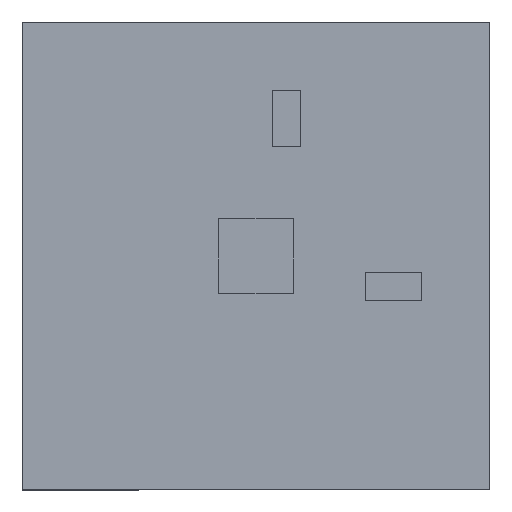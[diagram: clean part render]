
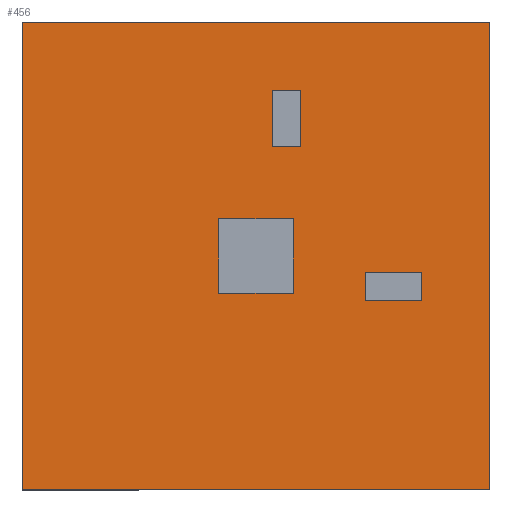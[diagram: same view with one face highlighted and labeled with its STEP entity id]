
A CAD part, top view. The second image highlights one B-rep face of the part: STEP entity #456.
In plain terms, the highlighted planar face has unit normal (0, 0, 1).
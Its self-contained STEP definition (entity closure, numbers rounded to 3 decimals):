
#4 = DIRECTION ( 'NONE',  ( -1., 0., 0. ) ) ;
#6 = LINE ( 'NONE', #413, #465 ) ;
#11 = VERTEX_POINT ( 'NONE', #201 ) ;
#14 = LINE ( 'NONE', #21, #533 ) ;
#16 = VERTEX_POINT ( 'NONE', #653 ) ;
#17 = DIRECTION ( 'NONE',  ( -1., 0., 0. ) ) ;
#21 = CARTESIAN_POINT ( 'NONE',  ( 147.048, -195.904, 20. ) ) ;
#25 = VERTEX_POINT ( 'NONE', #138 ) ;
#27 = CARTESIAN_POINT ( 'NONE',  ( 80.548, -79.904, 20. ) ) ;
#34 = LINE ( 'NONE', #198, #560 ) ;
#35 = CARTESIAN_POINT ( 'NONE',  ( 147.048, -195.904, 20. ) ) ;
#41 = ORIENTED_EDGE ( 'NONE', *, *, #599, .T. ) ;
#42 = CARTESIAN_POINT ( 'NONE',  ( 46.048, -12.404, 20. ) ) ;
#47 = CARTESIAN_POINT ( 'NONE',  ( 80.548, -94.904, 20. ) ) ;
#50 = VECTOR ( 'NONE', #420, 1000. ) ;
#52 = CARTESIAN_POINT ( 'NONE',  ( 2.048, -50.904, 20. ) ) ;
#56 = LINE ( 'NONE', #356, #122 ) ;
#62 = VERTEX_POINT ( 'NONE', #42 ) ;
#72 = CARTESIAN_POINT ( 'NONE',  ( 147.048, 54.096, 20. ) ) ;
#77 = LINE ( 'NONE', #275, #541 ) ;
#89 = DIRECTION ( 'NONE',  ( 0., 0., 1. ) ) ;
#93 = EDGE_CURVE ( 'NONE', #379, #62, #34, .T. ) ;
#104 = VECTOR ( 'NONE', #4, 1000. ) ;
#105 = CARTESIAN_POINT ( 'NONE',  ( 110.548, -79.904, 20. ) ) ;
#106 = DIRECTION ( 'NONE',  ( 0., -1., 0. ) ) ;
#107 = LINE ( 'NONE', #574, #388 ) ;
#116 = CARTESIAN_POINT ( 'NONE',  ( 80.548, -79.904, 20. ) ) ;
#122 = VECTOR ( 'NONE', #106, 1000. ) ;
#138 = CARTESIAN_POINT ( 'NONE',  ( 46.048, 17.596, 20. ) ) ;
#139 = ORIENTED_EDGE ( 'NONE', *, *, #287, .T. ) ;
#143 = VERTEX_POINT ( 'NONE', #348 ) ;
#152 = LINE ( 'NONE', #47, #577 ) ;
#155 = AXIS2_PLACEMENT_3D ( 'NONE', #346, #89, #296 ) ;
#170 = CARTESIAN_POINT ( 'NONE',  ( 2.048, -90.904, 20. ) ) ;
#172 = LINE ( 'NONE', #266, #407 ) ;
#174 = VECTOR ( 'NONE', #369, 1000. ) ;
#182 = EDGE_CURVE ( 'NONE', #62, #25, #107, .T. ) ;
#198 = CARTESIAN_POINT ( 'NONE',  ( 31.048, -12.404, 20. ) ) ;
#200 = VERTEX_POINT ( 'NONE', #466 ) ;
#201 = CARTESIAN_POINT ( 'NONE',  ( 80.548, -94.904, 20. ) ) ;
#202 = FACE_BOUND ( 'NONE', #588, .T. ) ;
#207 = FACE_BOUND ( 'NONE', #363, .T. ) ;
#215 = EDGE_CURVE ( 'NONE', #25, #16, #527, .T. ) ;
#217 = VERTEX_POINT ( 'NONE', #313 ) ;
#221 = ORIENTED_EDGE ( 'NONE', *, *, #511, .T. ) ;
#223 = DIRECTION ( 'NONE',  ( 1., 0., 0. ) ) ;
#228 = CARTESIAN_POINT ( 'NONE',  ( 31.048, -12.404, 20. ) ) ;
#230 = CARTESIAN_POINT ( 'NONE',  ( 2.048, -50.904, 20. ) ) ;
#232 = VERTEX_POINT ( 'NONE', #309 ) ;
#236 = DIRECTION ( 'NONE',  ( 1., 0., 0. ) ) ;
#242 = DIRECTION ( 'NONE',  ( 1., 0., 0. ) ) ;
#248 = ORIENTED_EDGE ( 'NONE', *, *, #522, .F. ) ;
#253 = FACE_BOUND ( 'NONE', #489, .T. ) ;
#254 = EDGE_CURVE ( 'NONE', #16, #379, #56, .T. ) ;
#258 = DIRECTION ( 'NONE',  ( 0., -1., 0. ) ) ;
#264 = VECTOR ( 'NONE', #488, 1000. ) ;
#266 = CARTESIAN_POINT ( 'NONE',  ( 42.048, -50.904, 20. ) ) ;
#268 = VERTEX_POINT ( 'NONE', #105 ) ;
#275 = CARTESIAN_POINT ( 'NONE',  ( 80.548, -94.904, 20. ) ) ;
#277 = LINE ( 'NONE', #230, #390 ) ;
#283 = EDGE_CURVE ( 'NONE', #232, #573, #517, .T. ) ;
#287 = EDGE_CURVE ( 'NONE', #217, #425, #6, .T. ) ;
#289 = ORIENTED_EDGE ( 'NONE', *, *, #463, .F. ) ;
#294 = VECTOR ( 'NONE', #258, 1000. ) ;
#296 = DIRECTION ( 'NONE',  ( 1., 0., 0. ) ) ;
#303 = ORIENTED_EDGE ( 'NONE', *, *, #437, .F. ) ;
#304 = ORIENTED_EDGE ( 'NONE', *, *, #389, .F. ) ;
#309 = CARTESIAN_POINT ( 'NONE',  ( 2.048, -50.904, 20. ) ) ;
#313 = CARTESIAN_POINT ( 'NONE',  ( -102.952, 54.096, 20. ) ) ;
#316 = ORIENTED_EDGE ( 'NONE', *, *, #254, .F. ) ;
#319 = VERTEX_POINT ( 'NONE', #27 ) ;
#322 = DIRECTION ( 'NONE',  ( 0., 1., 0. ) ) ;
#326 = CARTESIAN_POINT ( 'NONE',  ( 110.548, -94.904, 20. ) ) ;
#330 = CARTESIAN_POINT ( 'NONE',  ( -102.952, -195.904, 20. ) ) ;
#334 = ORIENTED_EDGE ( 'NONE', *, *, #283, .F. ) ;
#336 = EDGE_CURVE ( 'NONE', #200, #623, #172, .T. ) ;
#339 = EDGE_CURVE ( 'NONE', #573, #200, #584, .T. ) ;
#340 = ORIENTED_EDGE ( 'NONE', *, *, #339, .F. ) ;
#346 = CARTESIAN_POINT ( 'NONE',  ( 0., 0., 20. ) ) ;
#348 = CARTESIAN_POINT ( 'NONE',  ( 147.048, 54.096, 20. ) ) ;
#356 = CARTESIAN_POINT ( 'NONE',  ( 31.048, 17.596, 20. ) ) ;
#360 = DIRECTION ( 'NONE',  ( 0., -1., 0. ) ) ;
#363 = EDGE_LOOP ( 'NONE', ( #334, #248, #513, #340 ) ) ;
#369 = DIRECTION ( 'NONE',  ( 1., 0., 0. ) ) ;
#379 = VERTEX_POINT ( 'NONE', #228 ) ;
#381 = LINE ( 'NONE', #72, #455 ) ;
#388 = VECTOR ( 'NONE', #570, 1000. ) ;
#389 = EDGE_CURVE ( 'NONE', #647, #268, #628, .T. ) ;
#390 = VECTOR ( 'NONE', #427, 1000. ) ;
#401 = ORIENTED_EDGE ( 'NONE', *, *, #93, .F. ) ;
#403 = PLANE ( 'NONE',  #155 ) ;
#407 = VECTOR ( 'NONE', #322, 1000. ) ;
#412 = CARTESIAN_POINT ( 'NONE',  ( 31.048, 17.596, 20. ) ) ;
#413 = CARTESIAN_POINT ( 'NONE',  ( -102.952, -195.904, 20. ) ) ;
#419 = DIRECTION ( 'NONE',  ( -1., 0., 0. ) ) ;
#420 = DIRECTION ( 'NONE',  ( 0., 1., 0. ) ) ;
#425 = VERTEX_POINT ( 'NONE', #330 ) ;
#427 = DIRECTION ( 'NONE',  ( -1., 0., 0. ) ) ;
#429 = CARTESIAN_POINT ( 'NONE',  ( 42.048, -50.904, 20. ) ) ;
#437 = EDGE_CURVE ( 'NONE', #11, #647, #77, .T. ) ;
#446 = ORIENTED_EDGE ( 'NONE', *, *, #182, .F. ) ;
#455 = VECTOR ( 'NONE', #17, 1000. ) ;
#456 = ADVANCED_FACE ( 'NONE', ( #253, #202, #207, #553 ), #403, .T. ) ;
#463 = EDGE_CURVE ( 'NONE', #319, #11, #152, .T. ) ;
#465 = VECTOR ( 'NONE', #360, 1000. ) ;
#466 = CARTESIAN_POINT ( 'NONE',  ( 42.048, -90.904, 20. ) ) ;
#487 = LINE ( 'NONE', #595, #50 ) ;
#488 = DIRECTION ( 'NONE',  ( 0., 1., 0. ) ) ;
#489 = EDGE_LOOP ( 'NONE', ( #316, #521, #446, #401 ) ) ;
#511 = EDGE_CURVE ( 'NONE', #425, #607, #14, .T. ) ;
#513 = ORIENTED_EDGE ( 'NONE', *, *, #336, .F. ) ;
#517 = LINE ( 'NONE', #52, #294 ) ;
#521 = ORIENTED_EDGE ( 'NONE', *, *, #215, .F. ) ;
#522 = EDGE_CURVE ( 'NONE', #623, #232, #277, .T. ) ;
#526 = LINE ( 'NONE', #116, #617 ) ;
#527 = LINE ( 'NONE', #412, #104 ) ;
#533 = VECTOR ( 'NONE', #223, 1000. ) ;
#541 = VECTOR ( 'NONE', #236, 1000. ) ;
#547 = CARTESIAN_POINT ( 'NONE',  ( 110.548, -94.904, 20. ) ) ;
#553 = FACE_OUTER_BOUND ( 'NONE', #597, .T. ) ;
#560 = VECTOR ( 'NONE', #242, 1000. ) ;
#564 = EDGE_CURVE ( 'NONE', #268, #319, #526, .T. ) ;
#565 = ORIENTED_EDGE ( 'NONE', *, *, #564, .F. ) ;
#570 = DIRECTION ( 'NONE',  ( 0., 1., 0. ) ) ;
#573 = VERTEX_POINT ( 'NONE', #170 ) ;
#574 = CARTESIAN_POINT ( 'NONE',  ( 46.048, 17.596, 20. ) ) ;
#577 = VECTOR ( 'NONE', #611, 1000. ) ;
#584 = LINE ( 'NONE', #633, #174 ) ;
#588 = EDGE_LOOP ( 'NONE', ( #289, #565, #304, #303 ) ) ;
#595 = CARTESIAN_POINT ( 'NONE',  ( 147.048, -195.904, 20. ) ) ;
#597 = EDGE_LOOP ( 'NONE', ( #634, #41, #139, #221 ) ) ;
#599 = EDGE_CURVE ( 'NONE', #143, #217, #381, .T. ) ;
#607 = VERTEX_POINT ( 'NONE', #35 ) ;
#611 = DIRECTION ( 'NONE',  ( 0., -1., 0. ) ) ;
#612 = EDGE_CURVE ( 'NONE', #607, #143, #487, .T. ) ;
#617 = VECTOR ( 'NONE', #419, 1000. ) ;
#623 = VERTEX_POINT ( 'NONE', #429 ) ;
#628 = LINE ( 'NONE', #547, #264 ) ;
#633 = CARTESIAN_POINT ( 'NONE',  ( 2.048, -90.904, 20. ) ) ;
#634 = ORIENTED_EDGE ( 'NONE', *, *, #612, .T. ) ;
#647 = VERTEX_POINT ( 'NONE', #326 ) ;
#653 = CARTESIAN_POINT ( 'NONE',  ( 31.048, 17.596, 20. ) ) ;
